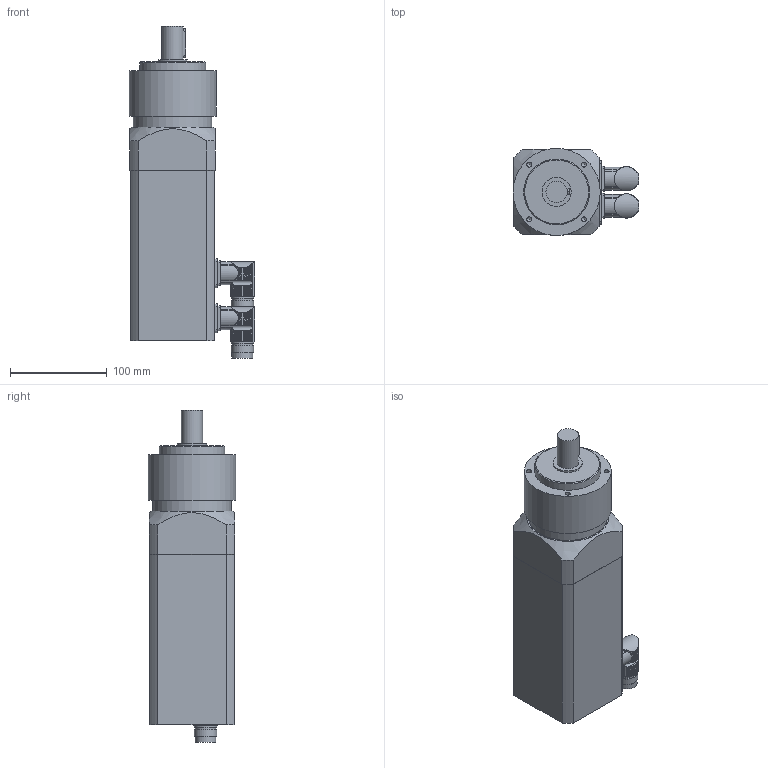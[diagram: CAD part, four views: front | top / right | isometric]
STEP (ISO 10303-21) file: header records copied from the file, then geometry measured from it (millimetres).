
FILE_DESCRIPTION(/* description */ (''),/* implementation_level */ '2;1');
FILE_NAME(/* name */ 'KSG368D_Rx_PLG90',/* time_stamp */ '2009-02-11T11:35:38+01:00',/* author */ (''),/* organization */ (''),/* preprocessor_version */ 'ST-DEVELOPER v8',/* originating_system */ 'UNIGRAPHICS SOLUTIONS - UNIGRAPHICS 18.0',/* authorisation */ '');
FILE_SCHEMA (('AUTOMOTIVE_DESIGN { 1 2 10303 214 0 1 1 1 }'));
Length unit declared in the file: millimetre
Products named in the file (3): Getrieberumpf_SG3_PLG90_0; Winkelflanschdose_0; KSG368D-RD_PLG90_0
Assembly tree (3 placements, depth 2):
  KSG368D-RD_PLG90_0
    Winkelflanschdose_0  x2
    Getrieberumpf_SG3_PLG90_0
Bounding box: 129.99 x 90 x 342.65 mm (x, y, z)
Volume: 1967525.3 mm3; surface area: 160908 mm2
Topology: 4 solids, 5 shells, 499 faces, 1334 edges, 887 vertices
Faces by surface type: cylinder 359, plane 108, cone 22, torus 10
Full cylindrical faces by diameter (mm): 5 x4, 5.188 x4, 5.5 x8, 6.5 x1, 10 x8, 16 x2, 20 x2, 21 x2, 21.5 x2, 22 x1, 23 x4, 30 x1, 37 x1, 40 x1, 42 x1, 47 x2, 49.5 x1, 60 x1, 62 x1, 65.7 x1, 68 x1, 81 x1, 85 x2, 90 x1
Entity records: 10321 total; most frequent: CARTESIAN_POINT 2494, DIRECTION 1602, ORIENTED_EDGE 1534, EDGE_CURVE 767, AXIS2_PLACEMENT_3D 674, VERTEX_POINT 552, EDGE_LOOP 441, ADVANCED_FACE 335
